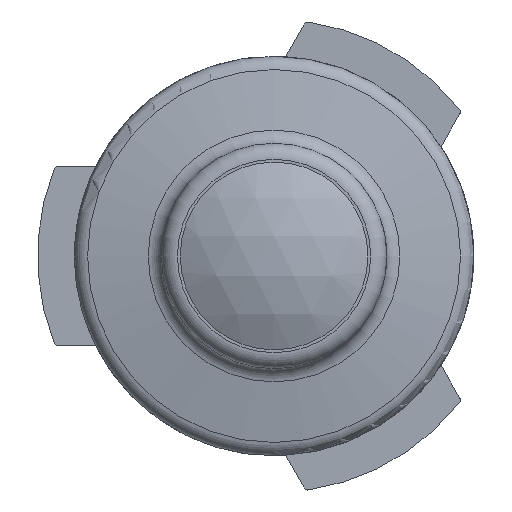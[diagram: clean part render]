
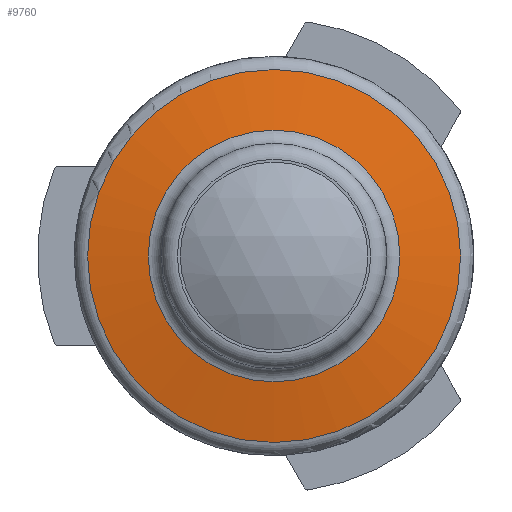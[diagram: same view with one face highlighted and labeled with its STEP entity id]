
A CAD part, left-side view. The second image highlights one B-rep face of the part: STEP entity #9760.
In plain terms, the highlighted conical face has half-angle 80 degrees and reference radius 23.347 mm.
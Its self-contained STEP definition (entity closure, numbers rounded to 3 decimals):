
#1413 = CARTESIAN_POINT ( 'NONE',  ( 0., 0., -9.709 ) ) ;
#1761 = FACE_OUTER_BOUND ( 'NONE', #1986, .T. ) ;
#1986 = EDGE_LOOP ( 'NONE', ( #12607 ) ) ;
#2653 = DIRECTION ( 'NONE',  ( 1., 0., 0. ) ) ;
#2709 = AXIS2_PLACEMENT_3D ( 'NONE', #1413, #5958, #2653 ) ;
#2809 = AXIS2_PLACEMENT_3D ( 'NONE', #7335, #13039, #6083 ) ;
#2871 = DIRECTION ( 'NONE',  ( 1., 0., 0. ) ) ;
#3213 = CARTESIAN_POINT ( 'NONE',  ( 15.753, 0., -9.709 ) ) ;
#3568 = CARTESIAN_POINT ( 'NONE',  ( 0., 0., -8.369 ) ) ;
#3804 = CIRCLE ( 'NONE', #2809, 23.347 ) ;
#4369 = EDGE_LOOP ( 'NONE', ( #8449 ) ) ;
#4799 = EDGE_CURVE ( 'NONE', #14304, #14304, #3804, .T. ) ;
#5678 = VERTEX_POINT ( 'NONE', #3213 ) ;
#5958 = DIRECTION ( 'NONE',  ( 0., 0., 1. ) ) ;
#6083 = DIRECTION ( 'NONE',  ( -1., 0., 0. ) ) ;
#6372 = FACE_BOUND ( 'NONE', #4369, .T. ) ;
#7335 = CARTESIAN_POINT ( 'NONE',  ( 0., 0., -8.369 ) ) ;
#8115 = CIRCLE ( 'NONE', #2709, 15.753 ) ;
#8449 = ORIENTED_EDGE ( 'NONE', *, *, #10762, .T. ) ;
#8880 = CARTESIAN_POINT ( 'NONE',  ( -23.347, 0., -8.369 ) ) ;
#9760 = ADVANCED_FACE ( 'NONE', ( #6372, #1761 ), #14407, .T. ) ;
#10762 = EDGE_CURVE ( 'NONE', #5678, #5678, #8115, .T. ) ;
#10863 = AXIS2_PLACEMENT_3D ( 'NONE', #3568, #11879, #2871 ) ;
#11879 = DIRECTION ( 'NONE',  ( 0., 0., 1. ) ) ;
#12607 = ORIENTED_EDGE ( 'NONE', *, *, #4799, .T. ) ;
#13039 = DIRECTION ( 'NONE',  ( 0., 0., -1. ) ) ;
#14304 = VERTEX_POINT ( 'NONE', #8880 ) ;
#14407 = CONICAL_SURFACE ( 'NONE', #10863, 23.347, 1.396 ) ;
